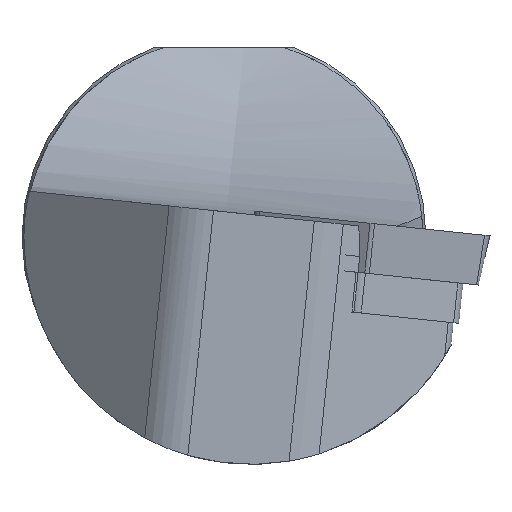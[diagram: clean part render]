
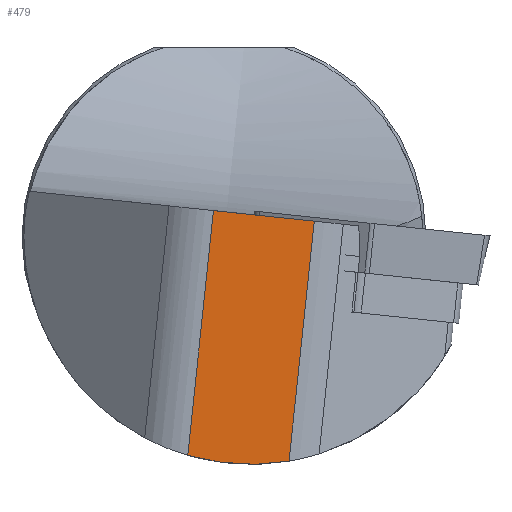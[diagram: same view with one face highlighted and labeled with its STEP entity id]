
A CAD part, left-side view. The second image highlights one B-rep face of the part: STEP entity #479.
In plain terms, the highlighted planar face has unit normal (-1, 0, 0).
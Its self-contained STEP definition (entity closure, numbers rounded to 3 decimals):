
#446=B_SPLINE_CURVE_WITH_KNOTS('',3,(#1971,#1972,#1973,#1974),
 .UNSPECIFIED.,.F.,.F.,(4,4),(0.,1.),.UNSPECIFIED.);
#479=ADVANCED_FACE('',(#555),#527,.F.);
#527=PLANE('',#1301);
#555=FACE_OUTER_BOUND('',#604,.T.);
#604=EDGE_LOOP('',(#811,#812,#813,#814));
#668=LINE('',#1964,#731);
#669=LINE('',#1969,#732);
#731=VECTOR('',#1416,1.);
#732=VECTOR('',#1419,1.);
#811=ORIENTED_EDGE('',*,*,#1161,.T.);
#812=ORIENTED_EDGE('',*,*,#1162,.F.);
#813=ORIENTED_EDGE('',*,*,#1163,.F.);
#814=ORIENTED_EDGE('',*,*,#1164,.F.);
#1070=VERTEX_POINT('',#1965);
#1071=VERTEX_POINT('',#1966);
#1072=VERTEX_POINT('',#1968);
#1073=VERTEX_POINT('',#1970);
#1161=EDGE_CURVE('',#1070,#1071,#668,.T.);
#1162=EDGE_CURVE('',#1072,#1071,#1267,.T.);
#1163=EDGE_CURVE('',#1073,#1072,#669,.T.);
#1164=EDGE_CURVE('',#1070,#1073,#446,.T.);
#1267=CIRCLE('',#1300,18.);
#1300=AXIS2_PLACEMENT_3D('',#1967,#1417,#1418);
#1301=AXIS2_PLACEMENT_3D('',#1975,#1420,#1421);
#1416=DIRECTION('',(0.,0.105,-0.995));
#1417=DIRECTION('',(1.,0.,0.));
#1418=DIRECTION('',(0.,0.,-1.));
#1419=DIRECTION('',(0.,0.105,-0.995));
#1420=DIRECTION('',(1.,0.,0.));
#1421=DIRECTION('',(0.,0.,-1.));
#1964=CARTESIAN_POINT('',(0.,-42.329,412.775));
#1965=CARTESIAN_POINT('',(0.,0.835,2.098));
#1966=CARTESIAN_POINT('',(0.,2.872,-17.285));
#1967=CARTESIAN_POINT('',(0.,-2.15,0.));
#1968=CARTESIAN_POINT('',(0.,-5.152,-17.748));
#1969=CARTESIAN_POINT('',(0.,-50.313,411.936));
#1970=CARTESIAN_POINT('',(0.,-7.15,1.259));
#1971=CARTESIAN_POINT('',(0.,0.835,2.098));
#1972=CARTESIAN_POINT('',(0.,-1.827,1.819));
#1973=CARTESIAN_POINT('',(0.,-4.488,1.539));
#1974=CARTESIAN_POINT('',(0.,-7.15,1.259));
#1975=CARTESIAN_POINT('',(0.,0.,0.));
